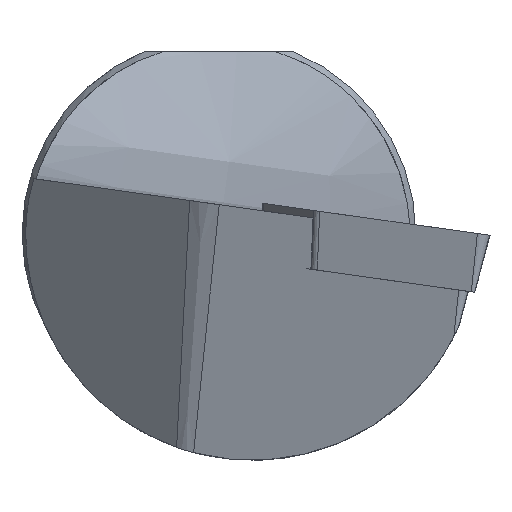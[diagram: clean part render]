
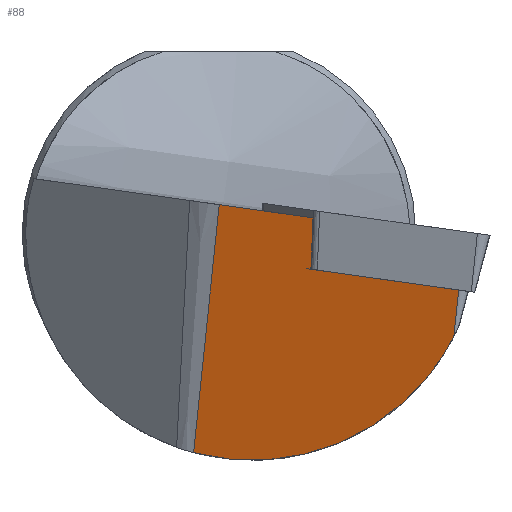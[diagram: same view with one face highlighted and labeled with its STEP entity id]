
A CAD part, left-side view. The second image highlights one B-rep face of the part: STEP entity #88.
In plain terms, the highlighted planar face has unit normal (-0.947, 0.31, -0.08).
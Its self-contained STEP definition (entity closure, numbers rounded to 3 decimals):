
#88=ADVANCED_FACE('',(#139),#122,.T.);
#122=PLANE('',#637);
#139=FACE_OUTER_BOUND('',#172,.T.);
#172=EDGE_LOOP('',(#241,#242,#243,#244,#245,#246));
#226=ELLIPSE('',#636,9.71,9.2);
#241=ORIENTED_EDGE('',*,*,#470,.F.);
#242=ORIENTED_EDGE('',*,*,#471,.F.);
#243=ORIENTED_EDGE('',*,*,#472,.T.);
#244=ORIENTED_EDGE('',*,*,#473,.T.);
#245=ORIENTED_EDGE('',*,*,#474,.F.);
#246=ORIENTED_EDGE('',*,*,#475,.F.);
#413=VERTEX_POINT('',#872);
#414=VERTEX_POINT('',#873);
#415=VERTEX_POINT('',#875);
#416=VERTEX_POINT('',#877);
#417=VERTEX_POINT('',#879);
#418=VERTEX_POINT('',#881);
#470=EDGE_CURVE('',#413,#414,#554,.T.);
#471=EDGE_CURVE('',#415,#413,#555,.T.);
#472=EDGE_CURVE('',#415,#416,#556,.T.);
#473=EDGE_CURVE('',#416,#417,#226,.T.);
#474=EDGE_CURVE('',#418,#417,#557,.T.);
#475=EDGE_CURVE('',#414,#418,#558,.T.);
#554=LINE('',#871,#596);
#555=LINE('',#874,#597);
#556=LINE('',#876,#598);
#557=LINE('',#880,#599);
#558=LINE('',#882,#600);
#596=VECTOR('',#703,1.);
#597=VECTOR('',#704,1.);
#598=VECTOR('',#705,1.);
#599=VECTOR('',#708,1.);
#600=VECTOR('',#709,1.);
#636=AXIS2_PLACEMENT_3D('',#878,#706,#707);
#637=AXIS2_PLACEMENT_3D('',#883,#710,#711);
#703=DIRECTION('',(0.097,0.042,-0.994));
#704=DIRECTION('',(-0.298,-0.945,-0.133));
#705=DIRECTION('',(0.116,0.102,-0.988));
#706=DIRECTION('',(-0.947,0.31,-0.08));
#707=DIRECTION('',(0.32,0.918,-0.235));
#708=DIRECTION('',(0.116,0.102,-0.988));
#709=DIRECTION('',(-0.298,-0.945,-0.133));
#710=DIRECTION('',(-0.947,0.31,-0.08));
#711=DIRECTION('',(-0.311,-0.95,0.));
#871=CARTESIAN_POINT('',(2.238,-3.849,0.542));
#872=CARTESIAN_POINT('',(2.227,-3.854,0.649));
#873=CARTESIAN_POINT('',(2.431,-3.766,-1.439));
#874=CARTESIAN_POINT('',(0.302,-9.959,-0.209));
#875=CARTESIAN_POINT('',(3.438,-0.015,1.188));
#876=CARTESIAN_POINT('',(3.402,-0.046,1.487));
#877=CARTESIAN_POINT('',(4.624,1.027,-8.888));
#878=CARTESIAN_POINT('',(3.101,-1.35,0.));
#879=CARTESIAN_POINT('',(0.769,-9.548,-4.174));
#880=CARTESIAN_POINT('',(0.267,-9.989,0.089));
#881=CARTESIAN_POINT('',(0.546,-9.744,-2.279));
#882=CARTESIAN_POINT('',(0.546,-9.744,-2.279));
#883=CARTESIAN_POINT('',(0.267,-9.989,0.089));
